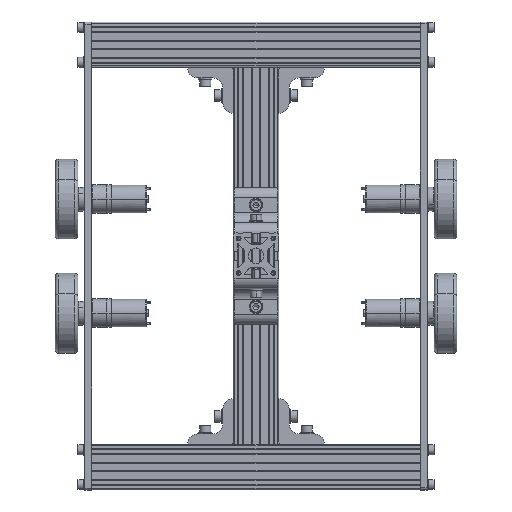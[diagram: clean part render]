
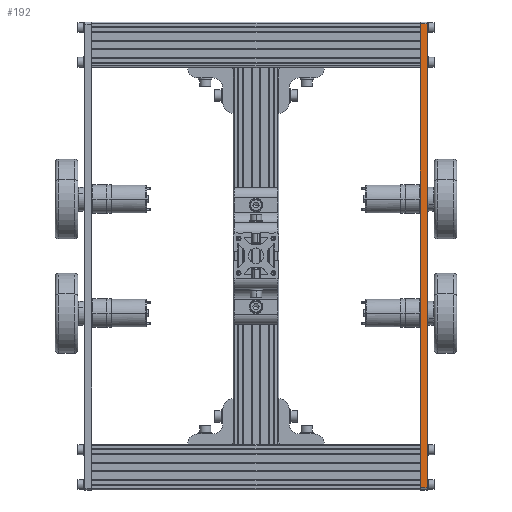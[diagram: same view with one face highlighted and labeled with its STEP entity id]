
A CAD part, top view. The second image highlights one B-rep face of the part: STEP entity #192.
In plain terms, the highlighted planar face has unit normal (0, 0, 1).
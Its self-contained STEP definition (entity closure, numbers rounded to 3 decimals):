
#156=AXIS2_PLACEMENT_3D('Plane Axis2P3D',#153,#154,#155) ;
#153=CARTESIAN_POINT('Axis2P3D Location',(0.,-205.,50.)) ;
#158=CARTESIAN_POINT('Line Origine',(3.,-203.,50.)) ;
#162=CARTESIAN_POINT('Vertex',(0.,-203.,50.)) ;
#164=CARTESIAN_POINT('Vertex',(6.,-203.,50.)) ;
#167=CARTESIAN_POINT('Line Origine',(6.,0.25,50.)) ;
#171=CARTESIAN_POINT('Vertex',(6.,203.5,50.)) ;
#174=CARTESIAN_POINT('Line Origine',(3.,203.5,50.)) ;
#178=CARTESIAN_POINT('Vertex',(0.,203.5,50.)) ;
#181=CARTESIAN_POINT('Line Origine',(0.,0.25,50.)) ;
#154=DIRECTION('Axis2P3D Direction',(0.,0.,-1.)) ;
#155=DIRECTION('Axis2P3D XDirection',(0.,1.,0.)) ;
#159=DIRECTION('Vector Direction',(1.,0.,0.)) ;
#168=DIRECTION('Vector Direction',(0.,1.,0.)) ;
#175=DIRECTION('Vector Direction',(1.,0.,0.)) ;
#182=DIRECTION('Vector Direction',(0.,1.,0.)) ;
#160=VECTOR('Line Direction',#159,1.) ;
#169=VECTOR('Line Direction',#168,1.) ;
#176=VECTOR('Line Direction',#175,1.) ;
#183=VECTOR('Line Direction',#182,1.) ;
#187=ORIENTED_EDGE('',*,*,#166,.T.) ;
#188=ORIENTED_EDGE('',*,*,#173,.F.) ;
#189=ORIENTED_EDGE('',*,*,#180,.F.) ;
#190=ORIENTED_EDGE('',*,*,#185,.T.) ;
#192=ADVANCED_FACE('SUPORTE',(#191),#157,.F.) ;
#166=EDGE_CURVE('',#163,#165,#161,.T.) ;
#173=EDGE_CURVE('',#172,#165,#170,.F.) ;
#180=EDGE_CURVE('',#179,#172,#177,.T.) ;
#185=EDGE_CURVE('',#179,#163,#184,.F.) ;
#186=EDGE_LOOP('',(#187,#188,#189,#190)) ;
#191=FACE_OUTER_BOUND('',#186,.T.) ;
#161=LINE('Line',#158,#160) ;
#170=LINE('Line',#167,#169) ;
#177=LINE('Line',#174,#176) ;
#184=LINE('Line',#181,#183) ;
#157=PLANE('',#156) ;
#163=VERTEX_POINT('',#162) ;
#165=VERTEX_POINT('',#164) ;
#172=VERTEX_POINT('',#171) ;
#179=VERTEX_POINT('',#178) ;
